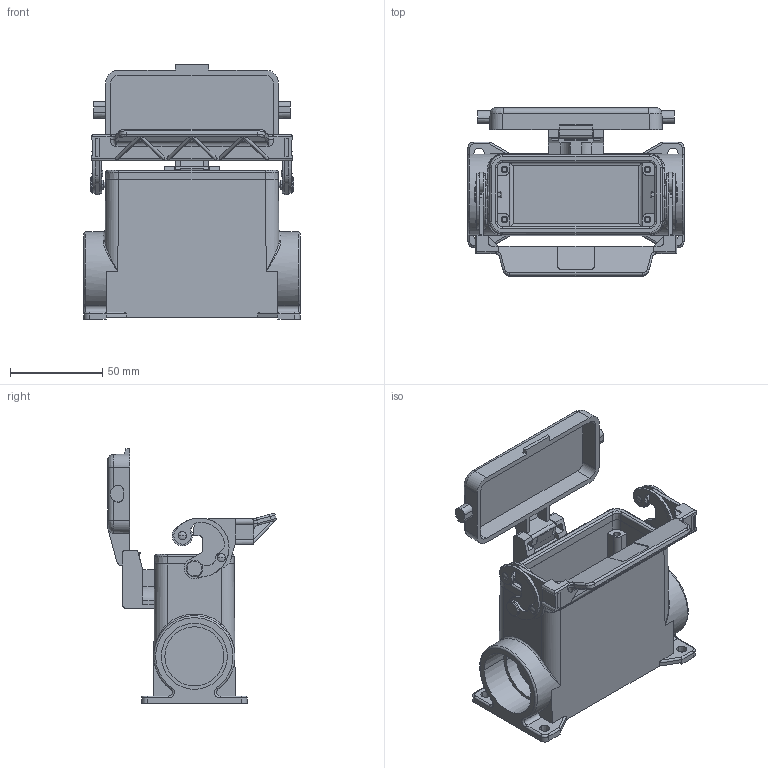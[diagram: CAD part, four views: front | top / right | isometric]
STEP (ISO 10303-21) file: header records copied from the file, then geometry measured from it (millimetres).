
FILE_DESCRIPTION(('Creo Elements/Direct Modeling STEP Export'),'2;1');
FILE_NAME('0ln7uvk5cnksacp5212','2021-09-15T 9:49:19',(''),(''),'Creo Elements/Direct Modeling STEP processor for AP214 (Solid Model)','Creo Elements/Direct Modeling 20.1B 02-Apr-2019 (C) Parametric Technology GmbH','');
FILE_SCHEMA(('AUTOMOTIVE_DESIGN { 1 0 10303 214 1 1 1 1 }'));
Length unit declared in the file: millimetre
Products named in the file (2): CAP_16_LS
Assembly tree (1 placements, depth 2):
  CAP_16_LS
    CAP_16_LS
Bounding box: 117 x 91.12 x 137.99 mm (x, y, z)
Volume: 164917.2 mm3; surface area: 86303.4 mm2
Topology: 1 solids, 1 shells, 573 faces, 1557 edges, 993 vertices
Faces by surface type: plane 274, cylinder 211, bspline 30, cone 22, sphere 16, torus 12, extrusion 8
Entity records: 29869 total; most frequent: CARTESIAN_POINT 11465, ORIENTED_EDGE 3070, DIRECTION 2700, EDGE_CURVE 1535, VERTEX_POINT 993, AXIS2_PLACEMENT_3D 924, VECTOR 852, LINE 844
